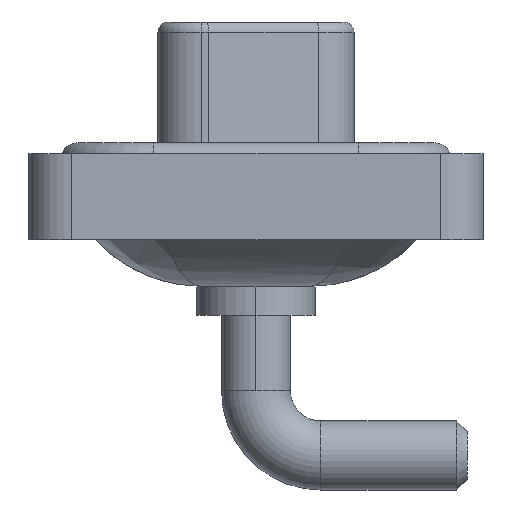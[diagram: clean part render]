
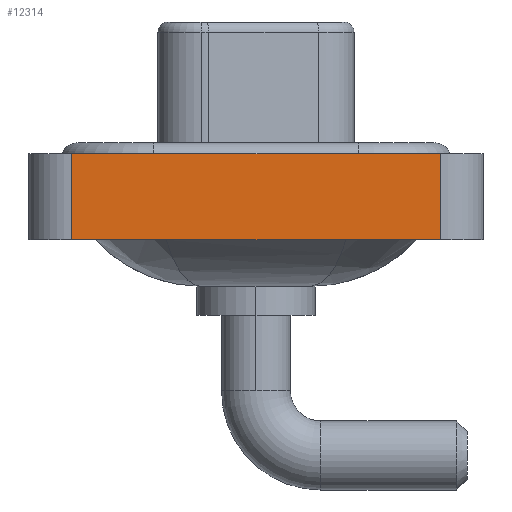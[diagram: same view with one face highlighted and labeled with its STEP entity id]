
A CAD part, left-side view. The second image highlights one B-rep face of the part: STEP entity #12314.
In plain terms, the highlighted planar face has unit normal (-1, 0, 0).
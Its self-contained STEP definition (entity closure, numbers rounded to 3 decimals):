
#408 = EDGE_CURVE ( 'NONE', #986, #14342, #1786, .T. ) ;
#622 = VERTEX_POINT ( 'NONE', #4443 ) ;
#986 = VERTEX_POINT ( 'NONE', #3061 ) ;
#1572 = DIRECTION ( 'NONE',  ( 0., 0., 1. ) ) ;
#1649 = PLANE ( 'NONE',  #3948 ) ;
#1662 = ORIENTED_EDGE ( 'NONE', *, *, #5619, .T. ) ;
#1786 = LINE ( 'NONE', #13303, #3737 ) ;
#3061 = CARTESIAN_POINT ( 'NONE',  ( -7.25, 8.55, 0.4 ) ) ;
#3098 = CARTESIAN_POINT ( 'NONE',  ( -7.25, 8.55, -3.6 ) ) ;
#3172 = LINE ( 'NONE', #3098, #13707 ) ;
#3737 = VECTOR ( 'NONE', #4142, 1000. ) ;
#3855 = CARTESIAN_POINT ( 'NONE',  ( -7.25, -8.55, -3.6 ) ) ;
#3948 = AXIS2_PLACEMENT_3D ( 'NONE', #3855, #10962, #1572 ) ;
#4142 = DIRECTION ( 'NONE',  ( 0., -1., 0. ) ) ;
#4443 = CARTESIAN_POINT ( 'NONE',  ( -7.25, 8.55, -3.6 ) ) ;
#5046 = VECTOR ( 'NONE', #6652, 1000. ) ;
#5571 = CARTESIAN_POINT ( 'NONE',  ( -7.25, -8.55, -3.6 ) ) ;
#5619 = EDGE_CURVE ( 'NONE', #10141, #14342, #7862, .T. ) ;
#6188 = LINE ( 'NONE', #13433, #10534 ) ;
#6612 = ORIENTED_EDGE ( 'NONE', *, *, #12481, .F. ) ;
#6652 = DIRECTION ( 'NONE',  ( 0., 0., 1. ) ) ;
#6717 = ORIENTED_EDGE ( 'NONE', *, *, #408, .F. ) ;
#7862 = LINE ( 'NONE', #12455, #5046 ) ;
#8686 = EDGE_LOOP ( 'NONE', ( #1662, #6717, #6612, #13432 ) ) ;
#9050 = DIRECTION ( 'NONE',  ( 0., 0., 1. ) ) ;
#10141 = VERTEX_POINT ( 'NONE', #5571 ) ;
#10534 = VECTOR ( 'NONE', #10851, 1000. ) ;
#10851 = DIRECTION ( 'NONE',  ( 0., -1., 0. ) ) ;
#10962 = DIRECTION ( 'NONE',  ( -1., 0., 0. ) ) ;
#11407 = CARTESIAN_POINT ( 'NONE',  ( -7.25, -8.55, 0.4 ) ) ;
#11443 = EDGE_CURVE ( 'NONE', #622, #10141, #6188, .T. ) ;
#12195 = FACE_OUTER_BOUND ( 'NONE', #8686, .T. ) ;
#12314 = ADVANCED_FACE ( 'NONE', ( #12195 ), #1649, .T. ) ;
#12455 = CARTESIAN_POINT ( 'NONE',  ( -7.25, -8.55, -3.6 ) ) ;
#12481 = EDGE_CURVE ( 'NONE', #622, #986, #3172, .T. ) ;
#13303 = CARTESIAN_POINT ( 'NONE',  ( -7.25, -8.55, 0.4 ) ) ;
#13432 = ORIENTED_EDGE ( 'NONE', *, *, #11443, .T. ) ;
#13433 = CARTESIAN_POINT ( 'NONE',  ( -7.25, -8.55, -3.6 ) ) ;
#13707 = VECTOR ( 'NONE', #9050, 1000. ) ;
#14342 = VERTEX_POINT ( 'NONE', #11407 ) ;
